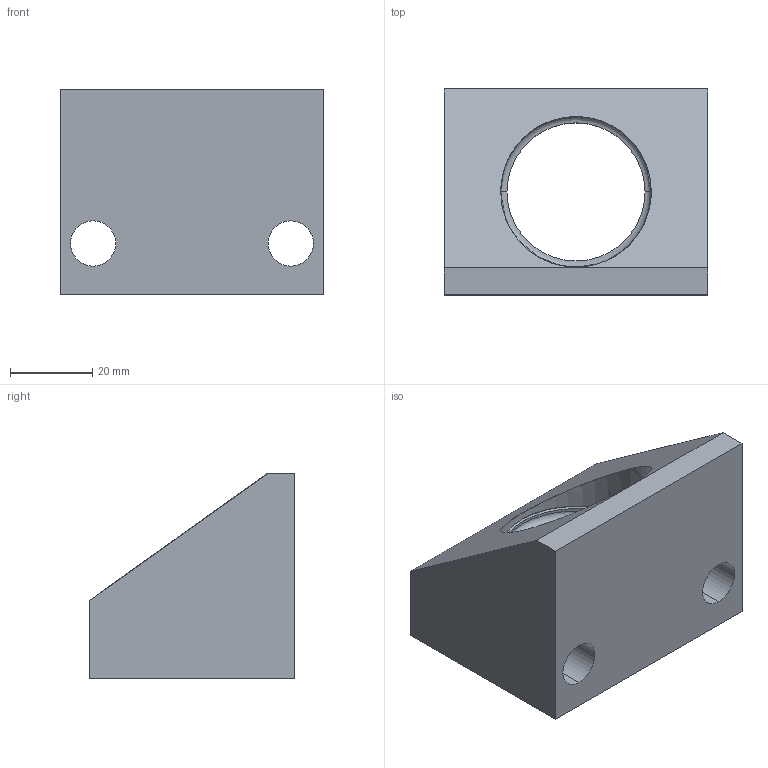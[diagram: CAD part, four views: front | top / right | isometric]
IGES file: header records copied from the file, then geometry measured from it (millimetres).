
Start section:  PTC IGES file: ilcm44023500.igs
Global section: file name: ilcm44023500.igs; native system: Pro/ENGINEER by Parametric Technology Corporation; preprocessor: 2005180; author: KR; organization: Unknown; date: 071113.114346; units: millimetre
Bounding box: 64.01 x 49.99 x 49.99 mm (x, y, z)
Surface area: 20108.6 mm2 (no closed solid volume)
Topology: 0 solids, 0 shells, 25 faces, 126 edges, 126 vertices
Faces by surface type: revolution 18, bspline 7
